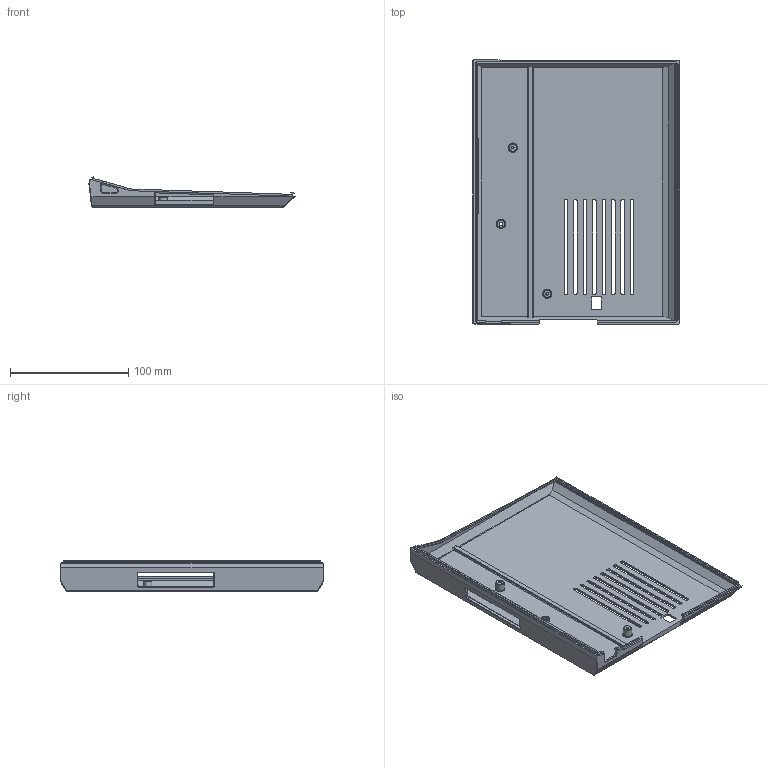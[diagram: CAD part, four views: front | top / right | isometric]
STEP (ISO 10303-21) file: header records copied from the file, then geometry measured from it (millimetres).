
FILE_DESCRIPTION(/* description */ ('STEP AP242','CAx-IF Rec.Pracs.---Representation and Presentation of Product Manufacturing Information (PMI)---4.0---2014-10-13','CAx-IF Rec.Pracs.---3D Tessellated Geometry---0.4---2014-09-14','2;1'),/* implementation_level */ '2;1');
FILE_NAME(/* name */ 'ZX81 Case - Bottom',/* time_stamp */ '2025-03-18T16:34:50Z',/* author */ (''),/* organization */ (''),/* preprocessor_version */ 'ST-DEVELOPER v20',/* originating_system */ 'ONSHAPE BY PTC INC, 1.195',/* authorisation */ ' ');
FILE_SCHEMA (('AP242_MANAGED_MODEL_BASED_3D_ENGINEERING_MIM_LF { 1 0 10303 442 1 1 4 }'));
Length unit declared in the file: metre
Products named in the file (1): Bottom
Bounding box: 174.36 x 223 x 25.69 mm (x, y, z)
Volume: 91847.1 mm3; surface area: 95239.7 mm2
Topology: 1 solids, 1 shells, 302 faces, 774 edges, 479 vertices
Faces by surface type: plane 199, cylinder 51, cone 46, bspline 6
Full cylindrical faces by diameter (mm): 2.15 x2, 2.8 x1, 6 x1, 7 x3
Entity records: 8995 total; most frequent: CARTESIAN_POINT 1695, ORIENTED_EDGE 1510, DIRECTION 1465, EDGE_CURVE 755, LINE 579, VECTOR 579, VERTEX_POINT 475, AXIS2_PLACEMENT_3D 443
